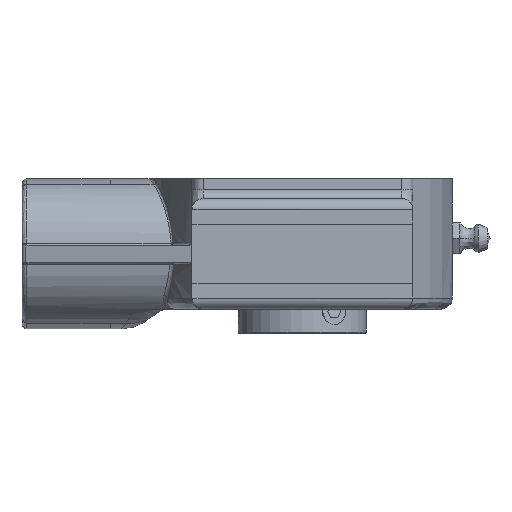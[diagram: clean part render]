
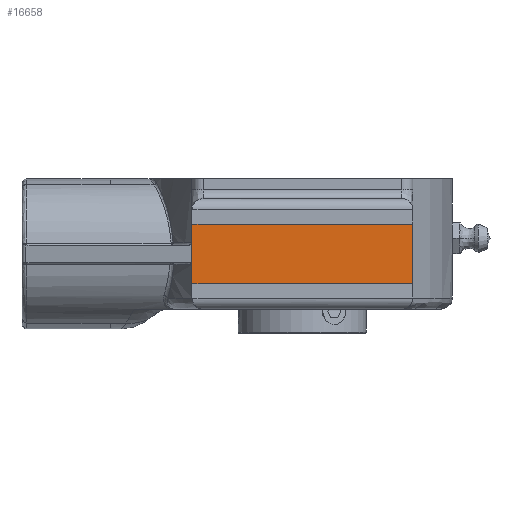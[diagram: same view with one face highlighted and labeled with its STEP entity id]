
A CAD part, front view. The second image highlights one B-rep face of the part: STEP entity #16658.
In plain terms, the highlighted planar face has unit normal (0, -1, 0).
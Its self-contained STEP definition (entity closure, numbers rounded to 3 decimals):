
#1130 = ORIENTED_EDGE ( 'NONE', *, *, #21597, .T. ) ;
#1966 = VECTOR ( 'NONE', #21783, 1000. ) ;
#2290 = DIRECTION ( 'NONE',  ( -1., 0., 0. ) ) ;
#2451 = FACE_OUTER_BOUND ( 'NONE', #5234, .T. ) ;
#2510 = CARTESIAN_POINT ( 'NONE',  ( 0., -38.1, -23.75 ) ) ;
#3059 = LINE ( 'NONE', #9649, #1966 ) ;
#4400 = CARTESIAN_POINT ( 'NONE',  ( -25., -38.1, -10.25 ) ) ;
#4460 = CARTESIAN_POINT ( 'NONE',  ( 25., -38.1, -10.25 ) ) ;
#4619 = ORIENTED_EDGE ( 'NONE', *, *, #16989, .F. ) ;
#5234 = EDGE_LOOP ( 'NONE', ( #12821, #1130, #20479, #4619 ) ) ;
#5585 = VECTOR ( 'NONE', #20517, 1000. ) ;
#7425 = LINE ( 'NONE', #17596, #16043 ) ;
#9299 = CARTESIAN_POINT ( 'NONE',  ( 25., -38.1, -23.75 ) ) ;
#9649 = CARTESIAN_POINT ( 'NONE',  ( 0., -38.1, -10.25 ) ) ;
#10230 = VERTEX_POINT ( 'NONE', #9299 ) ;
#10825 = DIRECTION ( 'NONE',  ( 0., 0., 1. ) ) ;
#11310 = EDGE_CURVE ( 'NONE', #10230, #19631, #21348, .T. ) ;
#11460 = VECTOR ( 'NONE', #2290, 1000. ) ;
#11592 = CARTESIAN_POINT ( 'NONE',  ( -25., -38.1, -23.75 ) ) ;
#12821 = ORIENTED_EDGE ( 'NONE', *, *, #14387, .F. ) ;
#13688 = CARTESIAN_POINT ( 'NONE',  ( 25., -38.1, -13.5 ) ) ;
#14387 = EDGE_CURVE ( 'NONE', #16338, #17976, #3059, .T. ) ;
#15363 = LINE ( 'NONE', #13688, #5585 ) ;
#15932 = PLANE ( 'NONE',  #16641 ) ;
#16043 = VECTOR ( 'NONE', #19169, 1000. ) ;
#16338 = VERTEX_POINT ( 'NONE', #4400 ) ;
#16641 = AXIS2_PLACEMENT_3D ( 'NONE', #17416, #21066, #10825 ) ;
#16658 = ADVANCED_FACE ( 'NONE', ( #2451 ), #15932, .F. ) ;
#16989 = EDGE_CURVE ( 'NONE', #17976, #10230, #15363, .T. ) ;
#17416 = CARTESIAN_POINT ( 'NONE',  ( 0., -38.1, -17. ) ) ;
#17596 = CARTESIAN_POINT ( 'NONE',  ( -25., -38.1, -13.5 ) ) ;
#17976 = VERTEX_POINT ( 'NONE', #4460 ) ;
#19169 = DIRECTION ( 'NONE',  ( 0., 0., -1. ) ) ;
#19631 = VERTEX_POINT ( 'NONE', #11592 ) ;
#20479 = ORIENTED_EDGE ( 'NONE', *, *, #11310, .F. ) ;
#20517 = DIRECTION ( 'NONE',  ( 0., 0., -1. ) ) ;
#21066 = DIRECTION ( 'NONE',  ( 0., 1., 0. ) ) ;
#21348 = LINE ( 'NONE', #2510, #11460 ) ;
#21597 = EDGE_CURVE ( 'NONE', #16338, #19631, #7425, .T. ) ;
#21783 = DIRECTION ( 'NONE',  ( 1., 0., 0. ) ) ;
